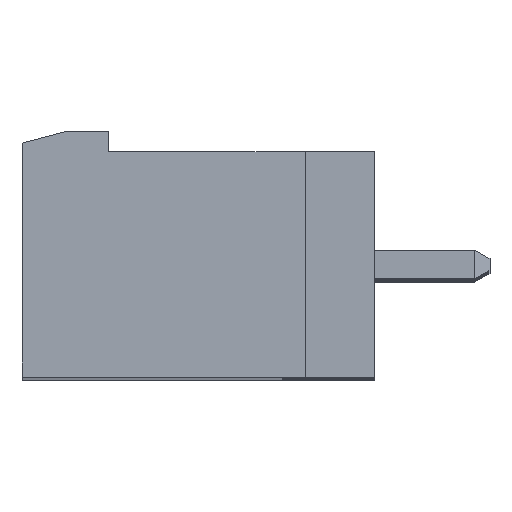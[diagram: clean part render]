
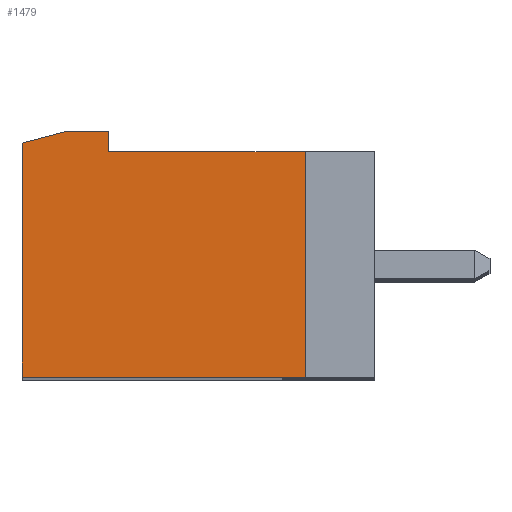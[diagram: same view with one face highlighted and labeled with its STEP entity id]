
A CAD part, top view. The second image highlights one B-rep face of the part: STEP entity #1479.
In plain terms, the highlighted planar face has unit normal (0, 0, 1).
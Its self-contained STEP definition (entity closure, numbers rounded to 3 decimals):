
#1479 = ADVANCED_FACE( '', ( #3035 ), #3036, .F. );
#3035 = FACE_OUTER_BOUND( '', #4621, .T. );
#3036 = PLANE( '', #4622 );
#4621 = EDGE_LOOP( '', ( #8991, #8992, #8993, #8994, #8995, #8996, #8997 ) );
#4622 = AXIS2_PLACEMENT_3D( '', #8998, #8999, #9000 );
#8991 = ORIENTED_EDGE( '', *, *, #9388, .F. );
#8992 = ORIENTED_EDGE( '', *, *, #10700, .F. );
#8993 = ORIENTED_EDGE( '', *, *, #10847, .F. );
#8994 = ORIENTED_EDGE( '', *, *, #10476, .F. );
#8995 = ORIENTED_EDGE( '', *, *, #10383, .F. );
#8996 = ORIENTED_EDGE( '', *, *, #10924, .F. );
#8997 = ORIENTED_EDGE( '', *, *, #10056, .F. );
#8998 = CARTESIAN_POINT( '', ( 197.225, 4.81, 51.8 ) );
#8999 = DIRECTION( '', ( 0., 0., -1. ) );
#9000 = DIRECTION( '', ( 0., -1., 0. ) );
#9388 = EDGE_CURVE( '', #11234, #11229, #11236, .T. );
#10056 = EDGE_CURVE( '', #11229, #12348, #12349, .T. );
#10383 = EDGE_CURVE( '', #12824, #12718, #12826, .T. );
#10476 = EDGE_CURVE( '', #12718, #12948, #12949, .T. );
#10700 = EDGE_CURVE( '', #13239, #11234, #13241, .T. );
#10847 = EDGE_CURVE( '', #12948, #13239, #13414, .T. );
#10924 = EDGE_CURVE( '', #12348, #12824, #13497, .T. );
#11229 = VERTEX_POINT( '', #13883 );
#11234 = VERTEX_POINT( '', #13890 );
#11236 = LINE( '', #13893, #13894 );
#12348 = VERTEX_POINT( '', #15527 );
#12349 = LINE( '', #15528, #15529 );
#12718 = VERTEX_POINT( '', #16095 );
#12824 = VERTEX_POINT( '', #16266 );
#12826 = LINE( '', #16269, #16270 );
#12948 = VERTEX_POINT( '', #16460 );
#12949 = LINE( '', #16461, #16462 );
#13239 = VERTEX_POINT( '', #16902 );
#13241 = LINE( '', #16905, #16906 );
#13414 = LINE( '', #17167, #17168 );
#13497 = LINE( '', #17282, #17283 );
#13883 = CARTESIAN_POINT( '', ( 197.425, 4.01, 51.8 ) );
#13890 = CARTESIAN_POINT( '', ( 197.425, 4.71, 51.8 ) );
#13893 = CARTESIAN_POINT( '', ( 197.425, 4.31, 51.8 ) );
#13894 = VECTOR( '', #17548, 1000. );
#15527 = CARTESIAN_POINT( '', ( 204.225, 4.01, 51.8 ) );
#15528 = CARTESIAN_POINT( '', ( 204.025, 4.01, 51.8 ) );
#15529 = VECTOR( '', #18154, 1000. );
#16095 = CARTESIAN_POINT( '', ( 194.425, -3.79, 51.8 ) );
#16266 = CARTESIAN_POINT( '', ( 204.225, -3.79, 51.8 ) );
#16269 = CARTESIAN_POINT( '', ( 194.225, -3.79, 51.8 ) );
#16270 = VECTOR( '', #18415, 1000. );
#16460 = CARTESIAN_POINT( '', ( 194.425, 4.31, 51.8 ) );
#16461 = CARTESIAN_POINT( '', ( 194.425, 4.41, 51.8 ) );
#16462 = VECTOR( '', #18499, 1000. );
#16902 = CARTESIAN_POINT( '', ( 195.918, 4.71, 51.8 ) );
#16905 = CARTESIAN_POINT( '', ( 197.425, 4.71, 51.8 ) );
#16906 = VECTOR( '', #18654, 1000. );
#17167 = CARTESIAN_POINT( '', ( 195.918, 4.71, 51.8 ) );
#17168 = VECTOR( '', #18746, 1000. );
#17282 = CARTESIAN_POINT( '', ( 204.225, -3.79, 51.8 ) );
#17283 = VECTOR( '', #18784, 1000. );
#17548 = DIRECTION( '', ( 0., -1., 0. ) );
#18154 = DIRECTION( '', ( 1., 0., 0. ) );
#18415 = DIRECTION( '', ( -1., 0., 0. ) );
#18499 = DIRECTION( '', ( 0., 1., 0. ) );
#18654 = DIRECTION( '', ( 1., 0., 0. ) );
#18746 = DIRECTION( '', ( 0.966, 0.259, 0. ) );
#18784 = DIRECTION( '', ( 0., -1., 0. ) );
